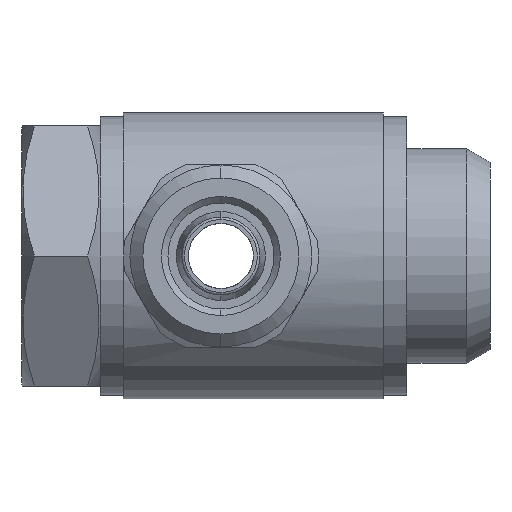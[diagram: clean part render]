
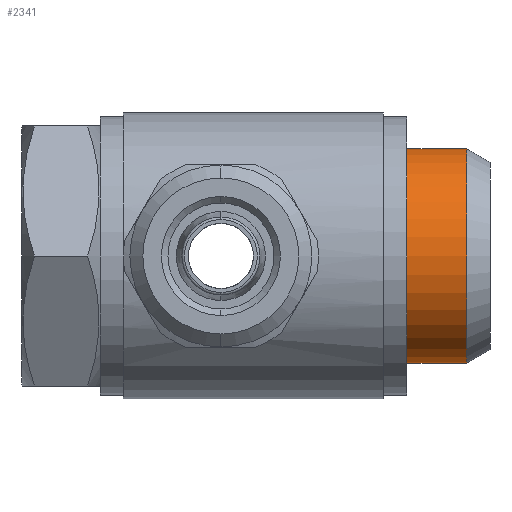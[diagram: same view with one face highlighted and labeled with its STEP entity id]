
A CAD part, left-side view. The second image highlights one B-rep face of the part: STEP entity #2341.
In plain terms, the highlighted cylindrical face has radius 8.25 mm (diameter 16.5 mm), a partial arc.
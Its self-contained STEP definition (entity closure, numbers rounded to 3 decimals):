
#96 = AXIS2_PLACEMENT_3D ( 'NONE', #4187, #4186, #4185 ) ;
#448 = AXIS2_PLACEMENT_3D ( 'NONE', #4105, #4104, #4102 ) ;
#450 = VECTOR ( 'NONE', #1366, 1000. ) ;
#451 = CIRCLE ( 'NONE', #448, 8.25 ) ;
#498 = AXIS2_PLACEMENT_3D ( 'NONE', #3076, #3069, #3059 ) ;
#501 = CIRCLE ( 'NONE', #498, 8.25 ) ;
#524 = VECTOR ( 'NONE', #3072, 1000. ) ;
#649 = CARTESIAN_POINT ( 'NONE',  ( 0., 6.4, 8.25 ) ) ;
#1007 = VERTEX_POINT ( 'NONE', #649 ) ;
#1366 = DIRECTION ( 'NONE',  ( 0., 1., 0. ) ) ;
#1368 = CARTESIAN_POINT ( 'NONE',  ( 0., 36.035, 8.25 ) ) ;
#1487 = EDGE_LOOP ( 'NONE', ( #3586, #3602, #3601, #3593 ) ) ;
#1597 = FACE_OUTER_BOUND ( 'NONE', #1487, .T. ) ;
#1600 = CYLINDRICAL_SURFACE ( 'NONE', #96, 8.25 ) ;
#1705 = LINE ( 'NONE', #2820, #524 ) ;
#1716 = LINE ( 'NONE', #1368, #450 ) ;
#2341 = ADVANCED_FACE ( 'NONE', ( #1597 ), #1600, .T. ) ;
#2820 = CARTESIAN_POINT ( 'NONE',  ( 0., 36.035, -8.25 ) ) ;
#3059 = DIRECTION ( 'NONE',  ( 0., 0., 1. ) ) ;
#3069 = DIRECTION ( 'NONE',  ( 0., 1., 0. ) ) ;
#3072 = DIRECTION ( 'NONE',  ( 0., 1., 0. ) ) ;
#3076 = CARTESIAN_POINT ( 'NONE',  ( 0., 1.8, 0. ) ) ;
#3241 = CARTESIAN_POINT ( 'NONE',  ( 0., 1.8, -8.25 ) ) ;
#3250 = CARTESIAN_POINT ( 'NONE',  ( 0., 6.4, -8.25 ) ) ;
#3252 = CARTESIAN_POINT ( 'NONE',  ( 0., 1.8, 8.25 ) ) ;
#3256 = EDGE_CURVE ( 'NONE', #3696, #3689, #1705, .T. ) ;
#3299 = EDGE_CURVE ( 'NONE', #3696, #3688, #501, .T. ) ;
#3330 = EDGE_CURVE ( 'NONE', #3688, #1007, #1716, .T. ) ;
#3333 = EDGE_CURVE ( 'NONE', #3689, #1007, #451, .T. ) ;
#3586 = ORIENTED_EDGE ( 'NONE', *, *, #3256, .F. ) ;
#3593 = ORIENTED_EDGE ( 'NONE', *, *, #3333, .F. ) ;
#3601 = ORIENTED_EDGE ( 'NONE', *, *, #3330, .T. ) ;
#3602 = ORIENTED_EDGE ( 'NONE', *, *, #3299, .T. ) ;
#3688 = VERTEX_POINT ( 'NONE', #3252 ) ;
#3689 = VERTEX_POINT ( 'NONE', #3250 ) ;
#3696 = VERTEX_POINT ( 'NONE', #3241 ) ;
#4102 = DIRECTION ( 'NONE',  ( 0., 0., 1. ) ) ;
#4104 = DIRECTION ( 'NONE',  ( 0., 1., 0. ) ) ;
#4105 = CARTESIAN_POINT ( 'NONE',  ( 0., 6.4, 0. ) ) ;
#4185 = DIRECTION ( 'NONE',  ( 0., 0., 1. ) ) ;
#4186 = DIRECTION ( 'NONE',  ( 0., 1., 0. ) ) ;
#4187 = CARTESIAN_POINT ( 'NONE',  ( 0., 36.035, 0. ) ) ;
